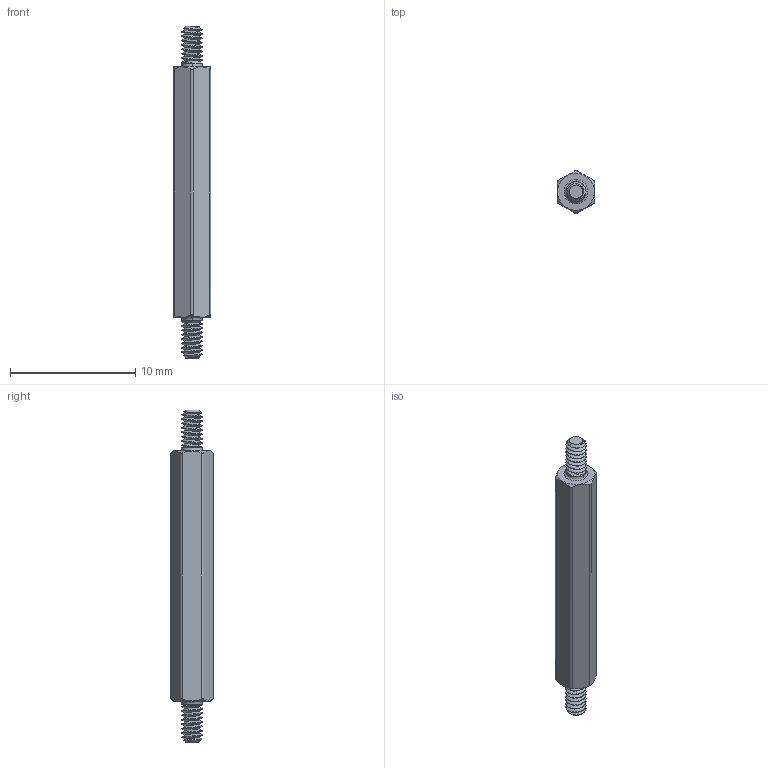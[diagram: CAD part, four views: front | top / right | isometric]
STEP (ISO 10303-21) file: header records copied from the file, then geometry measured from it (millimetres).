
FILE_DESCRIPTION(/* description */ (''),/* implementation_level */ '2;1');
FILE_NAME(/* name */ 'Standoff M1.6 M-M H 20mm',/* time_stamp */ '2023-07-24T17:27:58+02:00',/* author */ (''),/* organization */ (''),/* preprocessor_version */ 'ST-DEVELOPER v16.5',/* originating_system */ '',/* authorisation */ '');
FILE_SCHEMA (('AUTOMOTIVE_DESIGN'));
Length unit declared in the file: millimetre
Products named in the file (1): Document
Bounding box: 3 x 3.38 x 26.5 mm (x, y, z)
Surface area: 262.9 mm2 (no closed solid volume)
Topology: 0 solids, 1 shells, 106 faces, 304 edges, 198 vertices
Faces by surface type: cylinder 74, bspline 22, plane 10
Entity records: 5660 total; most frequent: CARTESIAN_POINT 3824, ORIENTED_EDGE 594, EDGE_CURVE 304, VERTEX_POINT 198, B_SPLINE_CURVE_WITH_KNOTS 132, EDGE_LOOP 108, ADVANCED_FACE 106, FACE_OUTER_BOUND 106
